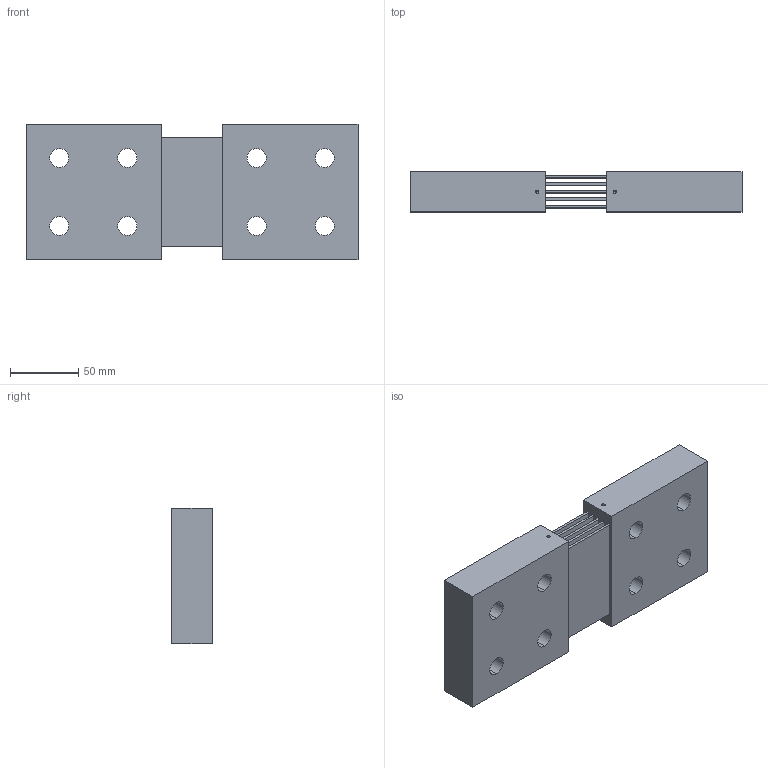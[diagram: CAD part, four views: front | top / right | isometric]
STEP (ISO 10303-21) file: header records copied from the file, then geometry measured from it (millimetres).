
FILE_DESCRIPTION (( 'STEP AP203' ), '1' );
FILE_NAME ('RTCS2000B050Z00.STEP', '2023-12-13T08:22:29', ( '' ), ( '' ), 'SwSTEP 2.0', 'SolidWorks 2022', '' );
FILE_SCHEMA (( 'CONFIG_CONTROL_DESIGN' ));
Length unit declared in the file: millimetre
Products named in the file (3): 2000A50mv______.STEP; RTCS2000B050Z00; 2000A50mv______-0.STEP
Assembly tree (7 placements, depth 2):
  RTCS2000B050Z00
    2000A50mv______.STEP  x2
    2000A50mv______-0.STEP  x5
Bounding box: 244 x 29.5 x 99.5 mm (x, y, z)
Volume: 583418.9 mm3; surface area: 119592.9 mm2
Topology: 7 solids, 7 shells, 126 faces, 302 edges, 198 vertices
Faces by surface type: plane 72, cylinder 50, cone 4
Entity records: 2078 total; most frequent: DIRECTION 309, CARTESIAN_POINT 282, ORIENTED_EDGE 262, EDGE_CURVE 131, AXIS2_PLACEMENT_3D 114, VERTEX_POINT 87, VECTOR 81, LINE 81
